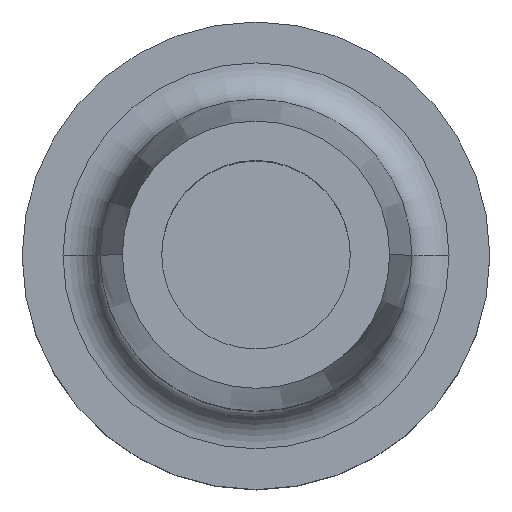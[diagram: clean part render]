
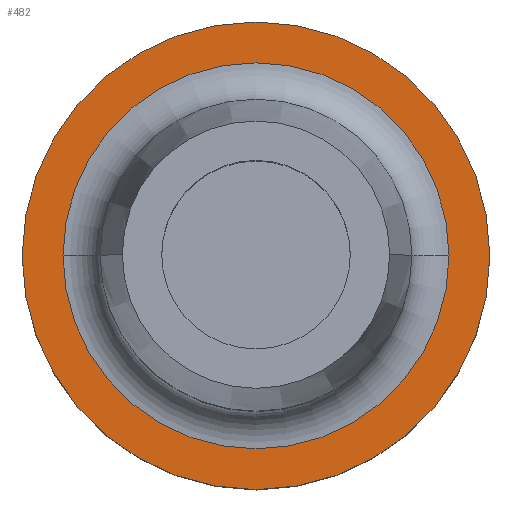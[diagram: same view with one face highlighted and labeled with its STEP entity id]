
A CAD part, top view. The second image highlights one B-rep face of the part: STEP entity #482.
In plain terms, the highlighted planar face has unit normal (0, 0, 1).
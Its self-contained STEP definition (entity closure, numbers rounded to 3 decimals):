
#4 = AXIS2_PLACEMENT_3D ( 'NONE', #276, #654, #1065 ) ;
#25 = VERTEX_POINT ( 'NONE', #1036 ) ;
#60 = DIRECTION ( 'NONE',  ( -1., 0., 0. ) ) ;
#66 = ORIENTED_EDGE ( 'NONE', *, *, #726, .F. ) ;
#70 = VERTEX_POINT ( 'NONE', #1316 ) ;
#158 = AXIS2_PLACEMENT_3D ( 'NONE', #1319, #511, #507 ) ;
#186 = VERTEX_POINT ( 'NONE', #1398 ) ;
#210 = DIRECTION ( 'NONE',  ( 0., 0., 1. ) ) ;
#276 = CARTESIAN_POINT ( 'NONE',  ( 0., 0., 26. ) ) ;
#353 = CIRCLE ( 'NONE', #1142, 31.5 ) ;
#397 = CIRCLE ( 'NONE', #589, 26. ) ;
#474 = DIRECTION ( 'NONE',  ( 0., 1., 0. ) ) ;
#482 = ADVANCED_FACE ( 'NONE', ( #995, #746 ), #1046, .T. ) ;
#494 = CARTESIAN_POINT ( 'NONE',  ( 0., 0., 26. ) ) ;
#507 = DIRECTION ( 'NONE',  ( -1., 0., 0. ) ) ;
#511 = DIRECTION ( 'NONE',  ( 0., 0., 1. ) ) ;
#524 = EDGE_CURVE ( 'NONE', #915, #186, #923, .T. ) ;
#526 = AXIS2_PLACEMENT_3D ( 'NONE', #494, #1291, #474 ) ;
#579 = EDGE_CURVE ( 'NONE', #25, #70, #353, .T. ) ;
#584 = EDGE_LOOP ( 'NONE', ( #721, #66 ) ) ;
#589 = AXIS2_PLACEMENT_3D ( 'NONE', #1143, #210, #60 ) ;
#654 = DIRECTION ( 'NONE',  ( 0., 0., 1. ) ) ;
#716 = DIRECTION ( 'NONE',  ( 0., 1., 0. ) ) ;
#721 = ORIENTED_EDGE ( 'NONE', *, *, #524, .F. ) ;
#722 = ORIENTED_EDGE ( 'NONE', *, *, #579, .F. ) ;
#726 = EDGE_CURVE ( 'NONE', #186, #915, #397, .T. ) ;
#744 = EDGE_CURVE ( 'NONE', #70, #25, #974, .T. ) ;
#746 = FACE_OUTER_BOUND ( 'NONE', #919, .T. ) ;
#915 = VERTEX_POINT ( 'NONE', #1240 ) ;
#919 = EDGE_LOOP ( 'NONE', ( #1194, #722 ) ) ;
#923 = CIRCLE ( 'NONE', #158, 26. ) ;
#974 = CIRCLE ( 'NONE', #526, 31.5 ) ;
#995 = FACE_BOUND ( 'NONE', #584, .T. ) ;
#1036 = CARTESIAN_POINT ( 'NONE',  ( 0., -31.5, 26. ) ) ;
#1046 = PLANE ( 'NONE',  #4 ) ;
#1065 = DIRECTION ( 'NONE',  ( 0., -1., 0. ) ) ;
#1142 = AXIS2_PLACEMENT_3D ( 'NONE', #1284, #1414, #716 ) ;
#1143 = CARTESIAN_POINT ( 'NONE',  ( 0., 0., 26. ) ) ;
#1194 = ORIENTED_EDGE ( 'NONE', *, *, #744, .F. ) ;
#1240 = CARTESIAN_POINT ( 'NONE',  ( -26., 0., 26. ) ) ;
#1284 = CARTESIAN_POINT ( 'NONE',  ( 0., 0., 26. ) ) ;
#1291 = DIRECTION ( 'NONE',  ( 0., 0., -1. ) ) ;
#1316 = CARTESIAN_POINT ( 'NONE',  ( 0., 31.5, 26. ) ) ;
#1319 = CARTESIAN_POINT ( 'NONE',  ( 0., 0., 26. ) ) ;
#1398 = CARTESIAN_POINT ( 'NONE',  ( 26., 0., 26. ) ) ;
#1414 = DIRECTION ( 'NONE',  ( 0., 0., -1. ) ) ;
